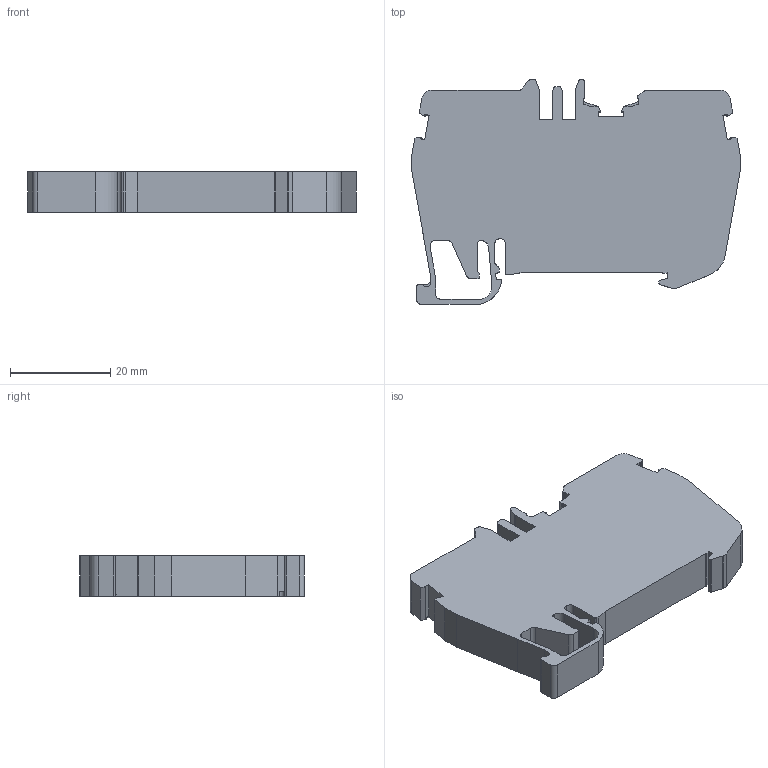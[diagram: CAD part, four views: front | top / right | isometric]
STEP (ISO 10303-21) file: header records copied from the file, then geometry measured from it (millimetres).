
FILE_DESCRIPTION (( 'STEP AP214' ), '1' );
FILE_NAME ('307123_PYK 6_Yellow.STP', '2013-11-13T06:47:54', ( 'arge' ), ( 'Microsoft' ), 'SwSTEP 2.0', 'SolidWorks 2013', '' );
FILE_SCHEMA (( 'AUTOMOTIVE_DESIGN' ));
Length unit declared in the file: millimetre
Products named in the file (1): 307123_PYK 6_Yellow
Bounding box: 65.6 x 44.91 x 8 mm (x, y, z)
Volume: 17534.1 mm3; surface area: 7143 mm2
Topology: 1 solids, 1 shells, 243 faces, 698 edges, 461 vertices
Faces by surface type: plane 152, cylinder 85, cone 4, bspline 2
Entity records: 8075 total; most frequent: CARTESIAN_POINT 1580, ORIENTED_EDGE 1396, DIRECTION 1316, EDGE_CURVE 698, LINE 514, VECTOR 514, VERTEX_POINT 461, AXIS2_PLACEMENT_3D 401
